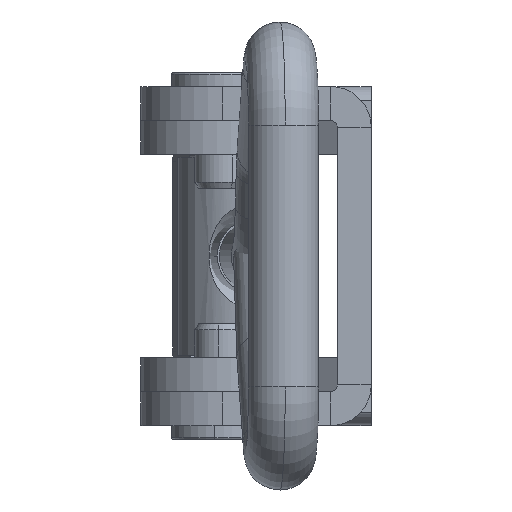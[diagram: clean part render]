
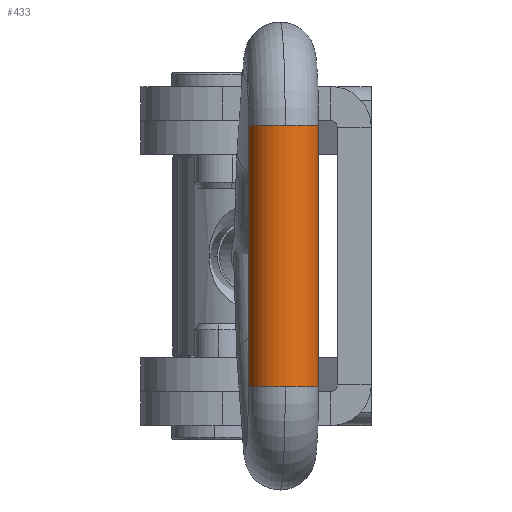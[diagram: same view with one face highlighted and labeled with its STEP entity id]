
A CAD part, left-side view. The second image highlights one B-rep face of the part: STEP entity #433.
In plain terms, the highlighted cylindrical face has radius 2.59 mm (diameter 5.18 mm), a partial arc.
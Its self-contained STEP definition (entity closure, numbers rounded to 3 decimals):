
#92 = EDGE_CURVE ( 'NONE', #3350, #2861, #1430, .T. ) ;
#245 = CARTESIAN_POINT ( 'NONE',  ( -9.65, 77.41, -2.59 ) ) ;
#433 = ADVANCED_FACE ( 'NONE', ( #2775 ), #1786, .T. ) ;
#754 = CIRCLE ( 'NONE', #818, 2.59 ) ;
#818 = AXIS2_PLACEMENT_3D ( 'NONE', #3389, #1387, #3726 ) ;
#875 = CARTESIAN_POINT ( 'NONE',  ( -9.65, 77.41, 0. ) ) ;
#902 = AXIS2_PLACEMENT_3D ( 'NONE', #3878, #1870, #4211 ) ;
#1114 = CIRCLE ( 'NONE', #902, 2.59 ) ;
#1217 = EDGE_CURVE ( 'NONE', #3856, #2241, #3373, .T. ) ;
#1387 = DIRECTION ( 'NONE',  ( -1., 0., 0. ) ) ;
#1430 = CIRCLE ( 'NONE', #2787, 2.59 ) ;
#1503 = ORIENTED_EDGE ( 'NONE', *, *, #3230, .T. ) ;
#1689 = AXIS2_PLACEMENT_3D ( 'NONE', #3880, #4063, #4300 ) ;
#1713 = DIRECTION ( 'NONE',  ( -1., 0., 0. ) ) ;
#1734 = AXIS2_PLACEMENT_3D ( 'NONE', #875, #3502, #2316 ) ;
#1786 = CYLINDRICAL_SURFACE ( 'NONE', #1689, 2.59 ) ;
#1793 = CARTESIAN_POINT ( 'NONE',  ( 9.65, 80., 0. ) ) ;
#1870 = DIRECTION ( 'NONE',  ( -1., 0., 0. ) ) ;
#2103 = CARTESIAN_POINT ( 'NONE',  ( 9.65, 77.41, 2.59 ) ) ;
#2125 = VERTEX_POINT ( 'NONE', #245 ) ;
#2206 = VECTOR ( 'NONE', #2488, 1000. ) ;
#2241 = VERTEX_POINT ( 'NONE', #2366 ) ;
#2255 = LINE ( 'NONE', #3048, #4038 ) ;
#2316 = DIRECTION ( 'NONE',  ( 0., 0., 1. ) ) ;
#2366 = CARTESIAN_POINT ( 'NONE',  ( -9.65, 80., 0. ) ) ;
#2384 = ORIENTED_EDGE ( 'NONE', *, *, #3026, .F. ) ;
#2421 = CARTESIAN_POINT ( 'NONE',  ( 9.65, 77.41, 0. ) ) ;
#2455 = DIRECTION ( 'NONE',  ( 0., 0., 1. ) ) ;
#2488 = DIRECTION ( 'NONE',  ( -1., 0., 0. ) ) ;
#2775 = FACE_OUTER_BOUND ( 'NONE', #3370, .T. ) ;
#2787 = AXIS2_PLACEMENT_3D ( 'NONE', #2421, #2923, #2455 ) ;
#2861 = VERTEX_POINT ( 'NONE', #1793 ) ;
#2923 = DIRECTION ( 'NONE',  ( -1., 0., 0. ) ) ;
#2940 = EDGE_CURVE ( 'NONE', #3350, #3856, #3092, .T. ) ;
#3026 = EDGE_CURVE ( 'NONE', #2241, #2125, #1114, .T. ) ;
#3048 = CARTESIAN_POINT ( 'NONE',  ( 9.65, 77.41, -2.59 ) ) ;
#3092 = LINE ( 'NONE', #3816, #2206 ) ;
#3174 = ORIENTED_EDGE ( 'NONE', *, *, #92, .T. ) ;
#3230 = EDGE_CURVE ( 'NONE', #3608, #2125, #2255, .T. ) ;
#3271 = ORIENTED_EDGE ( 'NONE', *, *, #1217, .F. ) ;
#3350 = VERTEX_POINT ( 'NONE', #2103 ) ;
#3370 = EDGE_LOOP ( 'NONE', ( #3174, #4072, #1503, #2384, #3271, #4179 ) ) ;
#3373 = CIRCLE ( 'NONE', #1734, 2.59 ) ;
#3389 = CARTESIAN_POINT ( 'NONE',  ( 9.65, 77.41, 0. ) ) ;
#3416 = CARTESIAN_POINT ( 'NONE',  ( 9.65, 77.41, -2.59 ) ) ;
#3502 = DIRECTION ( 'NONE',  ( -1., 0., 0. ) ) ;
#3526 = CARTESIAN_POINT ( 'NONE',  ( -9.65, 77.41, 2.59 ) ) ;
#3544 = EDGE_CURVE ( 'NONE', #2861, #3608, #754, .T. ) ;
#3608 = VERTEX_POINT ( 'NONE', #3416 ) ;
#3726 = DIRECTION ( 'NONE',  ( 0., 0., 1. ) ) ;
#3816 = CARTESIAN_POINT ( 'NONE',  ( 9.65, 77.41, 2.59 ) ) ;
#3856 = VERTEX_POINT ( 'NONE', #3526 ) ;
#3878 = CARTESIAN_POINT ( 'NONE',  ( -9.65, 77.41, 0. ) ) ;
#3880 = CARTESIAN_POINT ( 'NONE',  ( 9.65, 77.41, 0. ) ) ;
#4038 = VECTOR ( 'NONE', #1713, 1000. ) ;
#4063 = DIRECTION ( 'NONE',  ( -1., 0., 0. ) ) ;
#4072 = ORIENTED_EDGE ( 'NONE', *, *, #3544, .T. ) ;
#4179 = ORIENTED_EDGE ( 'NONE', *, *, #2940, .F. ) ;
#4211 = DIRECTION ( 'NONE',  ( 0., 0., 1. ) ) ;
#4300 = DIRECTION ( 'NONE',  ( 0., 0., 1. ) ) ;
